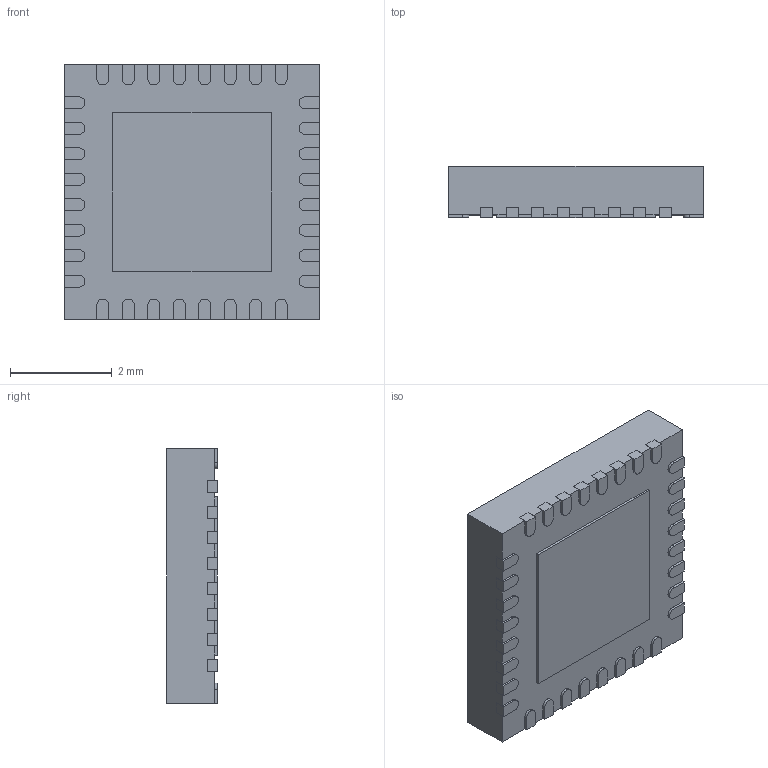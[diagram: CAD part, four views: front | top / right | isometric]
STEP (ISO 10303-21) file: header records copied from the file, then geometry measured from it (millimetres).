
FILE_DESCRIPTION (( 'STEP AP214' ), '1' );
FILE_NAME ('MFRC522(slash)RC522.STEP', '2020-07-26T15:31:09', ( '' ), ( '' ), 'SwSTEP 2.0', 'SolidWorks 2017', '' );
FILE_SCHEMA (( 'AUTOMOTIVE_DESIGN' ));
Length unit declared in the file: millimetre
Products named in the file (1): MFRC522(slash)RC522
Bounding box: 5 x 1 x 5 mm (x, y, z)
Volume: 24.4 mm3; surface area: 109.2 mm2
Topology: 34 solids, 34 shells, 353 faces, 852 edges, 568 vertices
Faces by surface type: plane 273, cylinder 80
Entity records: 10557 total; most frequent: CARTESIAN_POINT 1774, DIRECTION 1720, ORIENTED_EDGE 1704, EDGE_CURVE 852, VECTOR 692, LINE 692, VERTEX_POINT 568, AXIS2_PLACEMENT_3D 514
